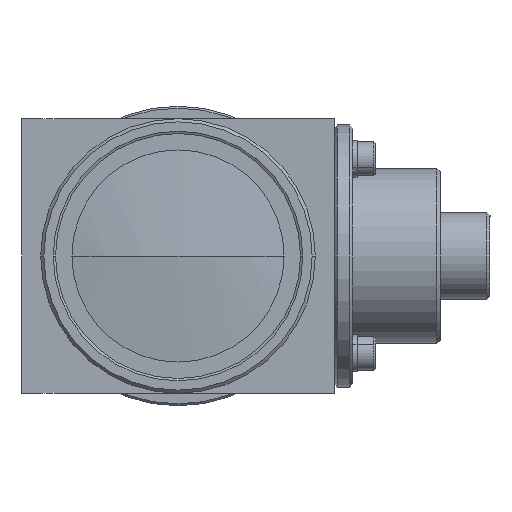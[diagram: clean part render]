
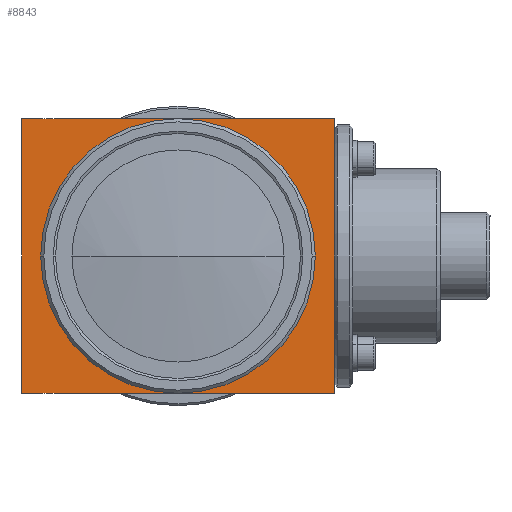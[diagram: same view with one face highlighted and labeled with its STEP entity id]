
A CAD part, left-side view. The second image highlights one B-rep face of the part: STEP entity #8843.
In plain terms, the highlighted planar face has unit normal (-1, 0, 0).
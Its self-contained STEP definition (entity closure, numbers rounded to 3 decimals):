
#198 = ORIENTED_EDGE ( 'NONE', *, *, #2330, .T. ) ;
#201 = CARTESIAN_POINT ( 'NONE',  ( -129.92, -25., -22. ) ) ;
#493 = VERTEX_POINT ( 'NONE', #883 ) ;
#664 = VERTEX_POINT ( 'NONE', #5512 ) ;
#883 = CARTESIAN_POINT ( 'NONE',  ( -129.92, -25., -22. ) ) ;
#1275 = CARTESIAN_POINT ( 'NONE',  ( -129.92, 25., -22. ) ) ;
#1675 = CARTESIAN_POINT ( 'NONE',  ( -129.92, 25., -22. ) ) ;
#2022 = ORIENTED_EDGE ( 'NONE', *, *, #2908, .T. ) ;
#2210 = VECTOR ( 'NONE', #6443, 1000. ) ;
#2269 = CARTESIAN_POINT ( 'NONE',  ( -129.92, -25., 22. ) ) ;
#2330 = EDGE_CURVE ( 'NONE', #5645, #493, #4946, .T. ) ;
#2908 = EDGE_CURVE ( 'NONE', #493, #664, #3538, .T. ) ;
#3287 = VECTOR ( 'NONE', #6103, 1000. ) ;
#3538 = LINE ( 'NONE', #201, #3287 ) ;
#3738 = CARTESIAN_POINT ( 'NONE',  ( -129.92, -25., -22. ) ) ;
#3755 = AXIS2_PLACEMENT_3D ( 'NONE', #3738, #8799, #4460 ) ;
#3999 = EDGE_LOOP ( 'NONE', ( #2022, #4241, #5516, #198 ) ) ;
#4152 = FACE_OUTER_BOUND ( 'NONE', #3999, .T. ) ;
#4241 = ORIENTED_EDGE ( 'NONE', *, *, #6813, .F. ) ;
#4460 = DIRECTION ( 'NONE',  ( 0., 0., 1. ) ) ;
#4498 = VERTEX_POINT ( 'NONE', #7962 ) ;
#4946 = LINE ( 'NONE', #9314, #6653 ) ;
#4989 = DIRECTION ( 'NONE',  ( 0., -1., 0. ) ) ;
#5512 = CARTESIAN_POINT ( 'NONE',  ( -129.92, -25., 22. ) ) ;
#5516 = ORIENTED_EDGE ( 'NONE', *, *, #8071, .F. ) ;
#5645 = VERTEX_POINT ( 'NONE', #1675 ) ;
#6103 = DIRECTION ( 'NONE',  ( 0., 0., 1. ) ) ;
#6137 = LINE ( 'NONE', #1275, #2210 ) ;
#6443 = DIRECTION ( 'NONE',  ( 0., 0., 1. ) ) ;
#6653 = VECTOR ( 'NONE', #4989, 1000. ) ;
#6687 = DIRECTION ( 'NONE',  ( 0., -1., 0. ) ) ;
#6813 = EDGE_CURVE ( 'NONE', #4498, #664, #7465, .T. ) ;
#7465 = LINE ( 'NONE', #2269, #9406 ) ;
#7962 = CARTESIAN_POINT ( 'NONE',  ( -129.92, 25., 22. ) ) ;
#8071 = EDGE_CURVE ( 'NONE', #5645, #4498, #6137, .T. ) ;
#8257 = PLANE ( 'NONE',  #3755 ) ;
#8799 = DIRECTION ( 'NONE',  ( -1., 0., 0. ) ) ;
#8843 = ADVANCED_FACE ( 'NONE', ( #4152 ), #8257, .T. ) ;
#9314 = CARTESIAN_POINT ( 'NONE',  ( -129.92, -25., -22. ) ) ;
#9406 = VECTOR ( 'NONE', #6687, 1000. ) ;
